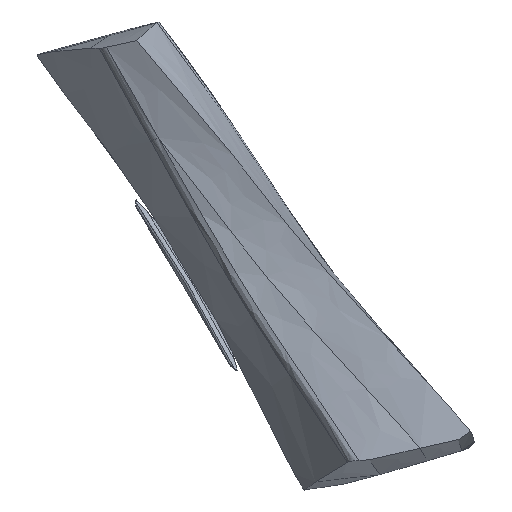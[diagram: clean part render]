
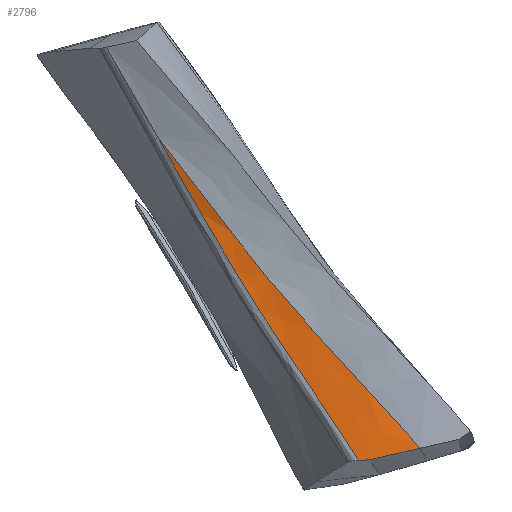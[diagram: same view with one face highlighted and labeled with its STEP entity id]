
A CAD part, left-side view. The second image highlights one B-rep face of the part: STEP entity #2796.
In plain terms, the highlighted free-form (B-spline) face has degree [3, 3] with [11, 4] control points.
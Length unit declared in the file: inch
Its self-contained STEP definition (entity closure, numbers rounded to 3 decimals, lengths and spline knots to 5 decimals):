
#715=CARTESIAN_POINT('',(34.8037,-19.86451,-30.09001));
#809=CARTESIAN_POINT('',(36.55486,-15.80782,-23.57502));
#810=CARTESIAN_POINT('',(36.55354,-15.90058,-23.74008));
#811=CARTESIAN_POINT('',(36.54749,-16.08329,-24.06542));
#812=CARTESIAN_POINT('',(36.51986,-16.3599,-24.55242));
#813=CARTESIAN_POINT('',(36.47715,-16.62275,-25.01053));
#814=CARTESIAN_POINT('',(36.42288,-16.86363,-25.42583));
#815=CARTESIAN_POINT('',(36.36074,-17.08099,-25.79628));
#816=CARTESIAN_POINT('',(36.29292,-17.27758,-26.12719));
#817=CARTESIAN_POINT('',(36.22154,-17.45493,-26.42137));
#818=CARTESIAN_POINT('',(36.14954,-17.61244,-26.67847));
#819=CARTESIAN_POINT('',(36.07713,-17.75495,-26.90714));
#820=CARTESIAN_POINT('',(36.00245,-17.88955,-27.11946));
#821=CARTESIAN_POINT('',(35.92304,-18.02266,-27.32593));
#822=CARTESIAN_POINT('',(35.83545,-18.16062,-27.53622));
#823=CARTESIAN_POINT('',(35.7362,-18.3102,-27.76067));
#824=CARTESIAN_POINT('',(35.62304,-18.47728,-28.00894));
#825=CARTESIAN_POINT('',(35.49422,-18.66777,-28.29109));
#826=CARTESIAN_POINT('',(35.35684,-18.8758,-28.59991));
#827=CARTESIAN_POINT('',(35.21084,-19.10676,-28.94449));
#828=CARTESIAN_POINT('',(35.06322,-19.35924,-29.32515));
#829=CARTESIAN_POINT('',(34.92225,-19.62238,-29.72451));
#830=CARTESIAN_POINT('',(34.84185,-19.78484,-29.97013));
#831=CARTESIAN_POINT('',(34.8037,-19.86451,-30.09001));
#833=CARTESIAN_POINT('',(36.55486,-15.80782,-23.57502));
#834=CARTESIAN_POINT('',(36.54289,-15.94926,-23.75095));
#835=CARTESIAN_POINT('',(36.5174,-16.22846,-24.10312));
#836=CARTESIAN_POINT('',(36.46395,-16.63519,-24.62853));
#837=CARTESIAN_POINT('',(36.39163,-17.04251,-25.16246));
#838=CARTESIAN_POINT('',(36.29644,-17.44245,-25.68575));
#839=CARTESIAN_POINT('',(36.17393,-17.83704,-26.18821));
#840=CARTESIAN_POINT('',(36.02086,-18.22312,-26.65806));
#841=CARTESIAN_POINT('',(35.82734,-18.6129,-27.1072));
#842=CARTESIAN_POINT('',(35.5856,-19.03473,-27.57525));
#843=CARTESIAN_POINT('',(35.31205,-19.52311,-28.10843));
#844=CARTESIAN_POINT('',(35.05611,-20.05152,-28.68452));
#845=CARTESIAN_POINT('',(34.85164,-20.58476,-29.26913));
#846=CARTESIAN_POINT('',(34.74363,-20.9315,-29.65286));
#847=CARTESIAN_POINT('',(34.69454,-21.10275,-29.84458));
#849=CARTESIAN_POINT('',(34.77353,-20.07408,-30.08036));
#850=CARTESIAN_POINT('',(34.7561,-20.24796,-30.04035));
#851=CARTESIAN_POINT('',(34.72545,-20.59335,-29.96103));
#852=CARTESIAN_POINT('',(34.70354,-20.9337,-29.88305));
#853=CARTESIAN_POINT('',(34.69454,-21.10275,-29.84458));
#855=CARTESIAN_POINT('',(34.8037,-19.86451,-30.09001));
#856=CARTESIAN_POINT('',(34.79326,-19.93454,-30.08654));
#857=CARTESIAN_POINT('',(34.7832,-20.0044,-30.08333));
#858=CARTESIAN_POINT('',(34.77353,-20.07408,-30.08036));
#883=VERTEX_POINT('',#849);
#884=VERTEX_POINT('',#853);
#891=VERTEX_POINT('',#715);
#894=VERTEX_POINT('',#809);
#2745=CARTESIAN_POINT('',(36.53153,-15.78301,
-23.35858));
#2746=CARTESIAN_POINT('',(36.6499,-15.44808,
-23.59524));
#2747=CARTESIAN_POINT('',(36.76987,-15.11284,
-23.83084));
#2748=CARTESIAN_POINT('',(36.8916,-14.77752,
-24.06562));
#2749=CARTESIAN_POINT('',(36.51759,-15.97155,
-23.58481));
#2750=CARTESIAN_POINT('',(36.62947,-15.63347,
-23.82031));
#2751=CARTESIAN_POINT('',(36.74299,-15.29514,
-24.05484));
#2752=CARTESIAN_POINT('',(36.85826,-14.9568,
-24.28865));
#2753=CARTESIAN_POINT('',(36.46323,-16.62981,
-24.38875));
#2754=CARTESIAN_POINT('',(36.55185,-16.28201,
-24.62102));
#2755=CARTESIAN_POINT('',(36.64214,-15.93422,
-24.85272));
#2756=CARTESIAN_POINT('',(36.73411,-15.58665,
-25.08415));
#2757=CARTESIAN_POINT('',(36.33228,-17.42098,
-25.40935));
#2758=CARTESIAN_POINT('',(36.39213,-17.06861,
-25.64289));
#2759=CARTESIAN_POINT('',(36.45336,-16.71668,
-25.87671));
#2760=CARTESIAN_POINT('',(36.51581,-16.36531,
-26.11101));
#2761=CARTESIAN_POINT('',(36.09454,-18.1554,
-26.3401));
#2762=CARTESIAN_POINT('',(36.13015,-17.81216,
-26.58896));
#2763=CARTESIAN_POINT('',(36.16611,-17.46942,
-26.83841));
#2764=CARTESIAN_POINT('',(36.20234,-17.12718,
-27.08844));
#2765=CARTESIAN_POINT('',(35.85986,-18.6532,
-26.95585));
#2766=CARTESIAN_POINT('',(35.88011,-18.32427,
-27.22367));
#2767=CARTESIAN_POINT('',(35.90028,-17.99549,
-27.49166));
#2768=CARTESIAN_POINT('',(35.92037,-17.66686,
-27.75982));
#2769=CARTESIAN_POINT('',(35.52654,-19.20506,
-27.61164));
#2770=CARTESIAN_POINT('',(35.53895,-18.88619,
-27.89137));
#2771=CARTESIAN_POINT('',(35.55132,-18.56737,
-28.17115));
#2772=CARTESIAN_POINT('',(35.56366,-18.2486,
-28.45099));
#2773=CARTESIAN_POINT('',(35.14113,-19.9039,
-28.39887));
#2774=CARTESIAN_POINT('',(35.15115,-19.58116,
-28.67464));
#2775=CARTESIAN_POINT('',(35.16112,-19.25875,
-28.95078));
#2776=CARTESIAN_POINT('',(35.17105,-18.93665,
-29.22725));
#2777=CARTESIAN_POINT('',(34.85729,-20.62831,
-29.17561));
#2778=CARTESIAN_POINT('',(34.85587,-20.29885,
-29.44481));
#2779=CARTESIAN_POINT('',(34.85493,-19.96998,
-29.71466));
#2780=CARTESIAN_POINT('',(34.85437,-19.64167,
-29.98513));
#2781=CARTESIAN_POINT('',(34.72311,-21.09811,
-29.66591));
#2782=CARTESIAN_POINT('',(34.71015,-20.76645,
-29.93269));
#2783=CARTESIAN_POINT('',(34.69799,-20.43529,
-30.20004));
#2784=CARTESIAN_POINT('',(34.6865,-20.10467,
-30.46801));
#2785=CARTESIAN_POINT('',(34.66694,-21.32035,
-29.89695));
#2786=CARTESIAN_POINT('',(34.64817,-20.98807,
-30.16276));
#2787=CARTESIAN_POINT('',(34.63029,-20.65622,
-30.42909));
#2788=CARTESIAN_POINT('',(34.61319,-20.32486,
-30.696));
#2789=B_SPLINE_SURFACE_WITH_KNOTS('',3,3,((#2745,#2746,#2747,#2748),(#2749,
#2750,#2751,#2752),(#2753,#2754,#2755,#2756),(#2757,#2758,#2759,#2760),(#2761,
#2762,#2763,#2764),(#2765,#2766,#2767,#2768),(#2769,#2770,#2771,#2772),(#2773,
#2774,#2775,#2776),(#2777,#2778,#2779,#2780),(#2781,#2782,#2783,#2784),(#2785,
#2786,#2787,#2788)),.UNSPECIFIED.,.F.,.F.,.F.,(4,1,1,1,1,1,1,1,4),(4,4),(
0.63014,0.64442,0.68156,0.70014,
0.71871,0.73729,0.75586,0.77443,
0.79121),(0.40703,0.54848),.UNSPECIFIED.);
#2790=ORIENTED_EDGE('',*,*,#2402,.F.);
#2791=ORIENTED_EDGE('',*,*,#2740,.T.);
#2792=ORIENTED_EDGE('',*,*,#2260,.F.);
#2793=ORIENTED_EDGE('',*,*,#2297,.F.);
#2794=EDGE_LOOP('',(#2790,#2791,#2792,#2793));
#2795=FACE_OUTER_BOUND('',#2794,.F.);
#2796=ADVANCED_FACE('',(#2795),#2789,.F.);
#832=B_SPLINE_CURVE_WITH_KNOTS('',3,(#809,#810,#811,#812,#813,#814,#815,#816,
#817,#818,#819,#820,#821,#822,#823,#824,#825,#826,#827,#828,#829,#830,#831),
.UNSPECIFIED.,.F.,.F.,(4,1,1,1,1,1,1,1,1,1,1,1,1,1,1,1,1,1,1,1,4),(0.,0.05,
0.1,0.15,0.2,0.25,0.3,0.35,0.4,0.45,0.5,0.55,0.6,0.65,
0.7,0.75,0.8,0.85,0.9,0.95,1.),.UNSPECIFIED.);
#848=B_SPLINE_CURVE_WITH_KNOTS('',3,(#833,#834,#835,#836,#837,#838,#839,#840,
#841,#842,#843,#844,#845,#846,#847),.UNSPECIFIED.,.F.,.F.,(4,1,1,1,1,1,1,1,1,1,
1,1,4),(0.,0.08333,0.16667,0.25,0.33333,
0.41667,0.5,0.58333,0.66667,0.75,
0.83333,0.91667,1.),.UNSPECIFIED.);
#854=B_SPLINE_CURVE_WITH_KNOTS('',3,(#849,#850,#851,#852,#853),.UNSPECIFIED.,
.F.,.F.,(4,1,4),(0.,0.5,1.),.UNSPECIFIED.);
#859=B_SPLINE_CURVE_WITH_KNOTS('',3,(#855,#856,#857,#858),.UNSPECIFIED.,.F.,.F.,
(4,4),(0.,1.),.UNSPECIFIED.);
#2260=EDGE_CURVE('',#883,#884,#854,.T.);
#2297=EDGE_CURVE('',#891,#883,#859,.T.);
#2402=EDGE_CURVE('',#894,#891,#832,.T.);
#2740=EDGE_CURVE('',#894,#884,#848,.T.);
